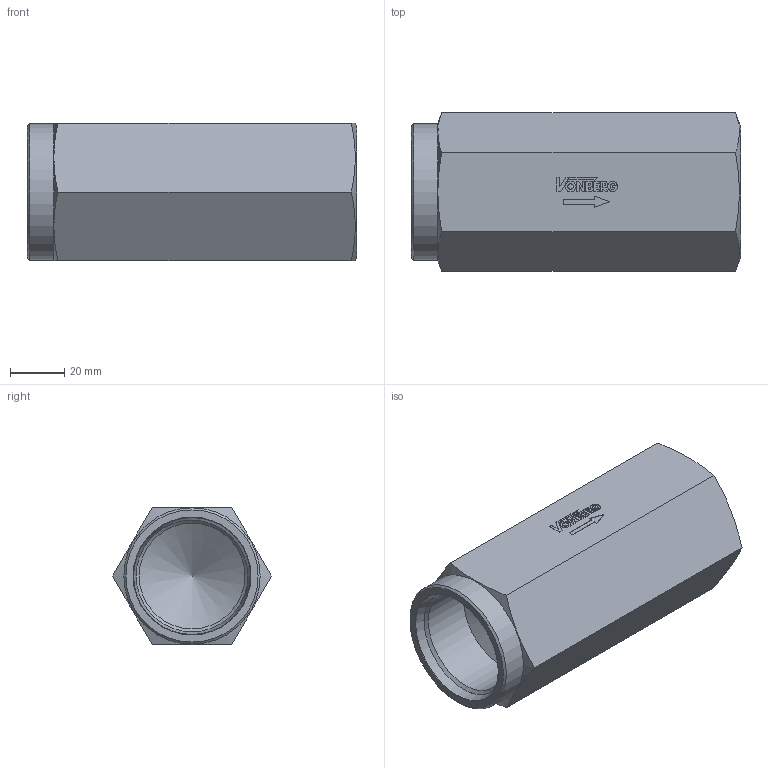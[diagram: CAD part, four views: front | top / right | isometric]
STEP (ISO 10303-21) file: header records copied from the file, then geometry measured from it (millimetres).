
FILE_DESCRIPTION((''),'2;1');
FILE_NAME('15312-220.stp','2015-01-05T10:06:52',('jml'),(''),'Autodesk Inventor 2010','Autodesk Inventor 2010','');
FILE_SCHEMA(('AUTOMOTIVE_DESIGN { 1 0 10303 214 1 1 1 1 }'));
Length unit declared in the file: inch
Products named in the file (1): 15312-220
Bounding box: 121.41 x 58.66 x 50.8 mm (x, y, z)
Volume: 202401.8 mm3; surface area: 31131.3 mm2
Topology: 1 solids, 1 shells, 122 faces, 307 edges, 202 vertices
Faces by surface type: plane 93, cylinder 18, cone 9, torus 2
Full cylindrical faces by diameter (mm): 2.088 x1, 38.989 x2, 50.292 x1
Entity records: 3626 total; most frequent: CARTESIAN_POINT 633, ORIENTED_EDGE 576, DIRECTION 568, EDGE_CURVE 288, VECTOR 230, LINE 230, VERTEX_POINT 198, AXIS2_PLACEMENT_3D 169
